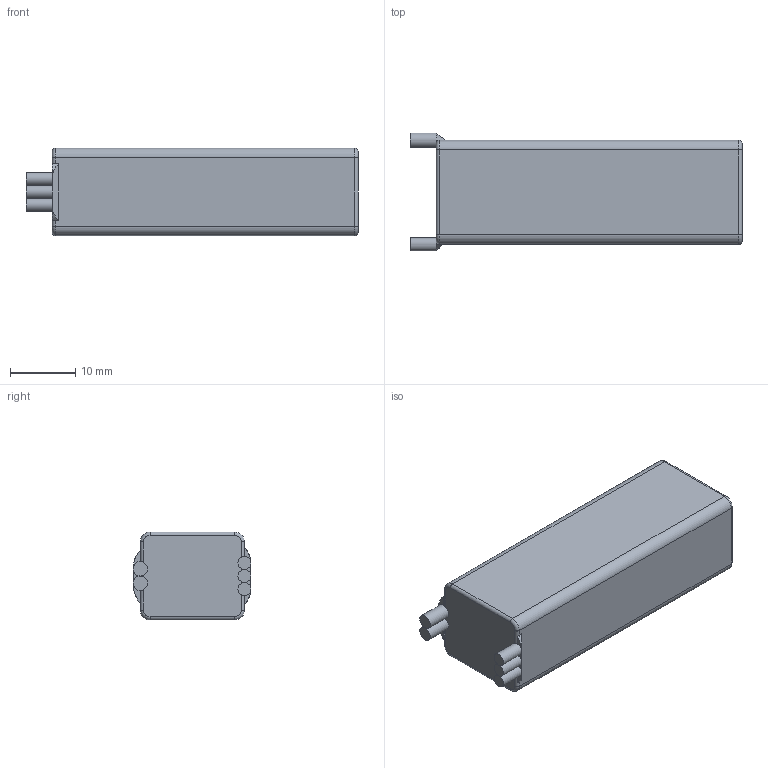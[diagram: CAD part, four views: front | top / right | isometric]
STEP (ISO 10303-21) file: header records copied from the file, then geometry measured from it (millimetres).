
FILE_DESCRIPTION(/* description */ (''),/* implementation_level */ '2;1');
FILE_NAME(/* name */ '90550794-eeac-4e63-a12f-064380a8e07d.stp',/* time_stamp */ '2022-10-31T22:47:21Z',/* author */ (''),/* organization */ (''),/* preprocessor_version */ 'ST-DEVELOPER v19.2',/* originating_system */ 'Autodesk Translation Framework v11.17.0.187',/* authorisation */ '');
FILE_SCHEMA (('AUTOMOTIVE_DESIGN { 1 0 10303 214 3 1 1 }'));
Length unit declared in the file: millimetre
Products named in the file (1): Tattu 300mAh
Bounding box: 51 x 18.11 x 13.5 mm (x, y, z)
Volume: 10133.7 mm3; surface area: 3254.9 mm2
Topology: 6 solids, 6 shells, 60 faces, 121 edges, 74 vertices
Faces by surface type: cylinder 30, plane 22, torus 8
Full cylindrical faces by diameter (mm): 2 x1, 2.22 x1
Entity records: 1635 total; most frequent: DIRECTION 299, CARTESIAN_POINT 292, ORIENTED_EDGE 242, EDGE_CURVE 121, AXIS2_PLACEMENT_3D 121, VERTEX_POINT 74, EDGE_LOOP 61, FACE_OUTER_BOUND 60
